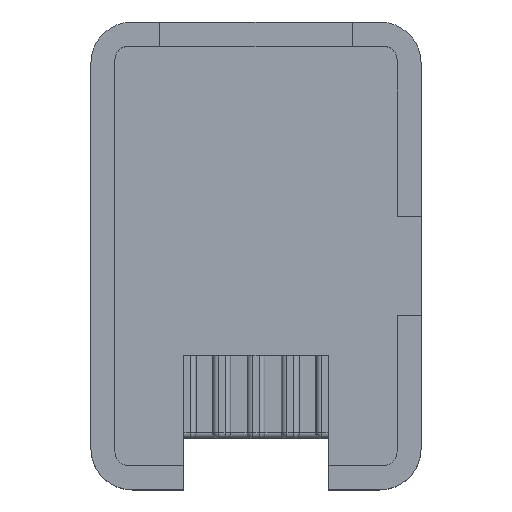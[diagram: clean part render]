
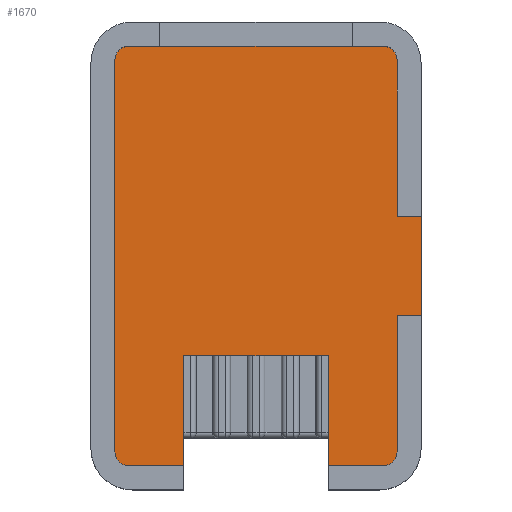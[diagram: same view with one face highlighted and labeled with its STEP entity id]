
A CAD part, top view. The second image highlights one B-rep face of the part: STEP entity #1670.
In plain terms, the highlighted planar face has unit normal (0, 0, 1).
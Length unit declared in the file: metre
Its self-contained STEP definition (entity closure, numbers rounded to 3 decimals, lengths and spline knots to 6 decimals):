
#90=CIRCLE('',#1796,0.001);
#91=CIRCLE('',#1797,0.001);
#92=CIRCLE('',#1798,0.001);
#93=CIRCLE('',#1799,0.001);
#200=ORIENTED_EDGE('',*,*,#700,.T.);
#201=ORIENTED_EDGE('',*,*,#701,.T.);
#202=ORIENTED_EDGE('',*,*,#663,.T.);
#203=ORIENTED_EDGE('',*,*,#702,.F.);
#204=ORIENTED_EDGE('',*,*,#675,.T.);
#205=ORIENTED_EDGE('',*,*,#703,.T.);
#206=ORIENTED_EDGE('',*,*,#704,.T.);
#207=ORIENTED_EDGE('',*,*,#705,.T.);
#208=ORIENTED_EDGE('',*,*,#706,.F.);
#209=ORIENTED_EDGE('',*,*,#707,.T.);
#210=ORIENTED_EDGE('',*,*,#708,.F.);
#211=ORIENTED_EDGE('',*,*,#709,.F.);
#212=ORIENTED_EDGE('',*,*,#710,.F.);
#213=ORIENTED_EDGE('',*,*,#711,.T.);
#214=ORIENTED_EDGE('',*,*,#693,.F.);
#215=ORIENTED_EDGE('',*,*,#712,.T.);
#663=EDGE_CURVE('',#916,#915,#1070,.T.);
#675=EDGE_CURVE('',#927,#926,#1079,.T.);
#693=EDGE_CURVE('',#942,#936,#1094,.T.);
#700=EDGE_CURVE('',#947,#948,#1099,.T.);
#701=EDGE_CURVE('',#948,#916,#1100,.T.);
#702=EDGE_CURVE('',#927,#915,#1101,.T.);
#703=EDGE_CURVE('',#926,#949,#90,.T.);
#704=EDGE_CURVE('',#949,#950,#1102,.T.);
#705=EDGE_CURVE('',#950,#951,#91,.T.);
#706=EDGE_CURVE('',#952,#951,#1103,.T.);
#707=EDGE_CURVE('',#952,#953,#92,.T.);
#708=EDGE_CURVE('',#954,#953,#1104,.T.);
#709=EDGE_CURVE('',#955,#954,#1105,.T.);
#710=EDGE_CURVE('',#956,#955,#1106,.T.);
#711=EDGE_CURVE('',#956,#936,#1107,.T.);
#712=EDGE_CURVE('',#942,#947,#93,.T.);
#915=VERTEX_POINT('',#2501);
#916=VERTEX_POINT('',#2503);
#926=VERTEX_POINT('',#2525);
#927=VERTEX_POINT('',#2527);
#936=VERTEX_POINT('',#2550);
#942=VERTEX_POINT('',#2562);
#947=VERTEX_POINT('',#2577);
#948=VERTEX_POINT('',#2578);
#949=VERTEX_POINT('',#2582);
#950=VERTEX_POINT('',#2584);
#951=VERTEX_POINT('',#2586);
#952=VERTEX_POINT('',#2588);
#953=VERTEX_POINT('',#2590);
#954=VERTEX_POINT('',#2592);
#955=VERTEX_POINT('',#2594);
#956=VERTEX_POINT('',#2596);
#1070=LINE('',#2502,#1247);
#1079=LINE('',#2526,#1256);
#1094=LINE('',#2563,#1271);
#1099=LINE('',#2576,#1276);
#1100=LINE('',#2579,#1277);
#1101=LINE('',#2580,#1278);
#1102=LINE('',#2583,#1279);
#1103=LINE('',#2587,#1280);
#1104=LINE('',#2591,#1281);
#1105=LINE('',#2593,#1282);
#1106=LINE('',#2595,#1283);
#1107=LINE('',#2597,#1284);
#1247=VECTOR('',#1971,1.);
#1256=VECTOR('',#1988,1.);
#1271=VECTOR('',#2015,1.);
#1276=VECTOR('',#2028,1.);
#1277=VECTOR('',#2029,1.);
#1278=VECTOR('',#2030,1.);
#1279=VECTOR('',#2033,1.);
#1280=VECTOR('',#2036,1.);
#1281=VECTOR('',#2039,1.);
#1282=VECTOR('',#2040,1.);
#1283=VECTOR('',#2041,1.);
#1284=VECTOR('',#2042,1.);
#1424=EDGE_LOOP('',(#200,#201,#202,#203,#204,#205,#206,#207,#208,#209,#210,
#211,#212,#213,#214,#215));
#1523=FACE_BOUND('',#1424,.T.);
#1621=PLANE('',#1795);
#1670=ADVANCED_FACE('',(#1523),#1621,.T.);
#1795=AXIS2_PLACEMENT_3D('',#2575,#2026,#2027);
#1796=AXIS2_PLACEMENT_3D('',#2581,#2031,#2032);
#1797=AXIS2_PLACEMENT_3D('',#2585,#2034,#2035);
#1798=AXIS2_PLACEMENT_3D('',#2589,#2037,#2038);
#1799=AXIS2_PLACEMENT_3D('',#2598,#2043,#2044);
#1971=DIRECTION('',(0.,1.,0.));
#1988=DIRECTION('',(0.,1.,0.));
#2015=DIRECTION('',(-1.,0.,0.));
#2026=DIRECTION('',(0.,0.,1.));
#2027=DIRECTION('',(1.,0.,0.));
#2028=DIRECTION('',(0.,1.,0.));
#2029=DIRECTION('',(1.,0.,0.));
#2030=DIRECTION('',(1.,0.,0.));
#2031=DIRECTION('',(0.,0.,1.));
#2032=DIRECTION('',(1.,0.,0.));
#2033=DIRECTION('',(-1.,0.,0.));
#2034=DIRECTION('',(0.,0.,1.));
#2035=DIRECTION('',(1.,0.,0.));
#2036=DIRECTION('',(0.,1.,0.));
#2037=DIRECTION('',(0.,0.,1.));
#2038=DIRECTION('',(1.,0.,0.));
#2039=DIRECTION('',(-1.,0.,0.));
#2040=DIRECTION('',(0.,-1.,0.));
#2041=DIRECTION('',(-1.,0.,0.));
#2042=DIRECTION('',(0.,-1.,0.));
#2043=DIRECTION('',(0.,0.,1.));
#2044=DIRECTION('',(1.,0.,0.));
#2501=CARTESIAN_POINT('',(0.012,0.00285,0.002));
#2502=CARTESIAN_POINT('',(0.012,-0.00075,0.002));
#2503=CARTESIAN_POINT('',(0.012,-0.00435,0.002));
#2525=CARTESIAN_POINT('',(0.01025,0.01425,0.002));
#2526=CARTESIAN_POINT('',(0.01025,0.,0.002));
#2527=CARTESIAN_POINT('',(0.01025,0.00285,0.002));
#2550=CARTESIAN_POINT('',(0.00525,-0.01525,0.002));
#2562=CARTESIAN_POINT('',(0.00925,-0.01525,0.002));
#2563=CARTESIAN_POINT('',(0.,-0.01525,0.002));
#2575=CARTESIAN_POINT('',(0.,0.,0.002));
#2576=CARTESIAN_POINT('',(0.01025,0.,0.002));
#2577=CARTESIAN_POINT('',(0.01025,-0.01425,0.002));
#2578=CARTESIAN_POINT('',(0.01025,-0.00435,0.002));
#2579=CARTESIAN_POINT('',(0.01,-0.00435,0.002));
#2580=CARTESIAN_POINT('',(0.01,0.00285,0.002));
#2581=CARTESIAN_POINT('',(0.00925,0.01425,0.002));
#2582=CARTESIAN_POINT('',(0.00925,0.01525,0.002));
#2583=CARTESIAN_POINT('',(0.,0.01525,0.002));
#2584=CARTESIAN_POINT('',(-0.00925,0.01525,0.002));
#2585=CARTESIAN_POINT('',(-0.00925,0.01425,0.002));
#2586=CARTESIAN_POINT('',(-0.01025,0.01425,0.002));
#2587=CARTESIAN_POINT('',(-0.01025,0.,0.002));
#2588=CARTESIAN_POINT('',(-0.01025,-0.01425,0.002));
#2589=CARTESIAN_POINT('',(-0.00925,-0.01425,0.002));
#2590=CARTESIAN_POINT('',(-0.00925,-0.01525,0.002));
#2591=CARTESIAN_POINT('',(0.,-0.01525,0.002));
#2592=CARTESIAN_POINT('',(-0.00525,-0.01525,0.002));
#2593=CARTESIAN_POINT('',(-0.00525,0.,0.002));
#2594=CARTESIAN_POINT('',(-0.00525,-0.00725,0.002));
#2595=CARTESIAN_POINT('',(0.,-0.00725,0.002));
#2596=CARTESIAN_POINT('',(0.00525,-0.00725,0.002));
#2597=CARTESIAN_POINT('',(0.00525,0.,0.002));
#2598=CARTESIAN_POINT('',(0.00925,-0.01425,0.002));
